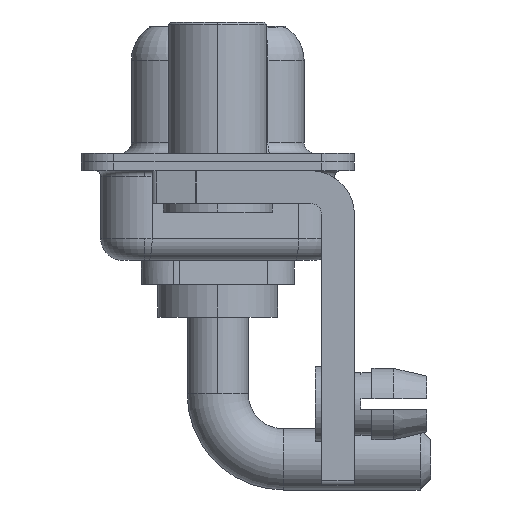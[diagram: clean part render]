
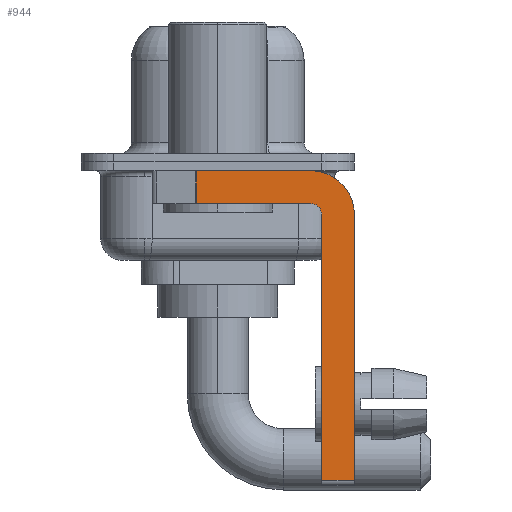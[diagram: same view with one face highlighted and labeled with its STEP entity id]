
A CAD part, left-side view. The second image highlights one B-rep face of the part: STEP entity #944.
In plain terms, the highlighted planar face has unit normal (-1, 0, 0).
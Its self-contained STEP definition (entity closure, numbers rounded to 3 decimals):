
#398 = CARTESIAN_POINT ( 'NONE',  ( -2.9, -4.25, -2.4 ) ) ;
#837 = VERTEX_POINT ( 'NONE', #11464 ) ;
#865 = CARTESIAN_POINT ( 'NONE',  ( -2.9, -4.25, -1.9 ) ) ;
#944 = ADVANCED_FACE ( 'NONE', ( #4245 ), #16836, .F. ) ;
#1725 = DIRECTION ( 'NONE',  ( 0., -1., 0. ) ) ;
#1895 = LINE ( 'NONE', #10996, #7420 ) ;
#2092 = CARTESIAN_POINT ( 'NONE',  ( -2.9, -6.25, -14.55 ) ) ;
#2526 = AXIS2_PLACEMENT_3D ( 'NONE', #398, #8462, #5590 ) ;
#2795 = DIRECTION ( 'NONE',  ( 1., 0., 0. ) ) ;
#2815 = VERTEX_POINT ( 'NONE', #3014 ) ;
#3014 = CARTESIAN_POINT ( 'NONE',  ( -2.9, -4.25, -0.4 ) ) ;
#3081 = DIRECTION ( 'NONE',  ( 1., 0., 0. ) ) ;
#3278 = ORIENTED_EDGE ( 'NONE', *, *, #8169, .F. ) ;
#3310 = EDGE_CURVE ( 'NONE', #837, #6091, #16099, .T. ) ;
#3387 = DIRECTION ( 'NONE',  ( 0., 0., -1. ) ) ;
#3450 = VERTEX_POINT ( 'NONE', #6146 ) ;
#3512 = VERTEX_POINT ( 'NONE', #865 ) ;
#3723 = DIRECTION ( 'NONE',  ( 0., 0., -1. ) ) ;
#3865 = VECTOR ( 'NONE', #3723, 1000. ) ;
#4245 = FACE_OUTER_BOUND ( 'NONE', #15194, .T. ) ;
#4547 = LINE ( 'NONE', #16035, #13303 ) ;
#4825 = DIRECTION ( 'NONE',  ( 0., 1., 0. ) ) ;
#4970 = VERTEX_POINT ( 'NONE', #15902 ) ;
#5285 = AXIS2_PLACEMENT_3D ( 'NONE', #6711, #2795, #13004 ) ;
#5529 = AXIS2_PLACEMENT_3D ( 'NONE', #9280, #3081, #8271 ) ;
#5548 = EDGE_CURVE ( 'NONE', #3450, #2815, #1895, .T. ) ;
#5590 = DIRECTION ( 'NONE',  ( 0., 0., 1. ) ) ;
#5727 = DIRECTION ( 'NONE',  ( 0., -1., 0. ) ) ;
#6018 = ORIENTED_EDGE ( 'NONE', *, *, #6874, .F. ) ;
#6091 = VERTEX_POINT ( 'NONE', #2092 ) ;
#6146 = CARTESIAN_POINT ( 'NONE',  ( -2.9, 0.978, -0.4 ) ) ;
#6262 = LINE ( 'NONE', #7626, #3865 ) ;
#6711 = CARTESIAN_POINT ( 'NONE',  ( -2.9, -4.25, -2.4 ) ) ;
#6874 = EDGE_CURVE ( 'NONE', #4970, #3512, #15582, .T. ) ;
#7073 = ORIENTED_EDGE ( 'NONE', *, *, #12374, .T. ) ;
#7210 = LINE ( 'NONE', #15383, #9599 ) ;
#7402 = EDGE_CURVE ( 'NONE', #3512, #14400, #13918, .T. ) ;
#7420 = VECTOR ( 'NONE', #5727, 1000. ) ;
#7557 = EDGE_CURVE ( 'NONE', #2815, #11107, #10135, .T. ) ;
#7626 = CARTESIAN_POINT ( 'NONE',  ( -2.9, 0.978, -1.9 ) ) ;
#8169 = EDGE_CURVE ( 'NONE', #11107, #6091, #7210, .T. ) ;
#8271 = DIRECTION ( 'NONE',  ( 0., 0., -1. ) ) ;
#8462 = DIRECTION ( 'NONE',  ( -1., 0., 0. ) ) ;
#8655 = ORIENTED_EDGE ( 'NONE', *, *, #10019, .F. ) ;
#9088 = VECTOR ( 'NONE', #1725, 1000. ) ;
#9280 = CARTESIAN_POINT ( 'NONE',  ( -2.9, -4.25, -2.4 ) ) ;
#9599 = VECTOR ( 'NONE', #3387, 1000. ) ;
#9954 = CARTESIAN_POINT ( 'NONE',  ( -2.9, -6.25, -2.4 ) ) ;
#10019 = EDGE_CURVE ( 'NONE', #837, #4970, #4547, .T. ) ;
#10135 = CIRCLE ( 'NONE', #5529, 2. ) ;
#10873 = CARTESIAN_POINT ( 'NONE',  ( -2.9, 0.978, -1.9 ) ) ;
#10996 = CARTESIAN_POINT ( 'NONE',  ( -2.9, 3., -0.4 ) ) ;
#11107 = VERTEX_POINT ( 'NONE', #9954 ) ;
#11464 = CARTESIAN_POINT ( 'NONE',  ( -2.9, -4.75, -14.55 ) ) ;
#11638 = ORIENTED_EDGE ( 'NONE', *, *, #7557, .F. ) ;
#12043 = VECTOR ( 'NONE', #4825, 1000. ) ;
#12374 = EDGE_CURVE ( 'NONE', #3450, #14400, #6262, .T. ) ;
#12425 = ORIENTED_EDGE ( 'NONE', *, *, #5548, .F. ) ;
#13000 = ORIENTED_EDGE ( 'NONE', *, *, #3310, .T. ) ;
#13004 = DIRECTION ( 'NONE',  ( 0., 0., -1. ) ) ;
#13303 = VECTOR ( 'NONE', #14677, 1000. ) ;
#13918 = LINE ( 'NONE', #16492, #12043 ) ;
#14330 = ORIENTED_EDGE ( 'NONE', *, *, #7402, .F. ) ;
#14400 = VERTEX_POINT ( 'NONE', #10873 ) ;
#14653 = CARTESIAN_POINT ( 'NONE',  ( -2.9, -4.25, -14.55 ) ) ;
#14677 = DIRECTION ( 'NONE',  ( 0., 0., 1. ) ) ;
#15194 = EDGE_LOOP ( 'NONE', ( #12425, #7073, #14330, #6018, #8655, #13000, #3278, #11638 ) ) ;
#15383 = CARTESIAN_POINT ( 'NONE',  ( -2.9, -6.25, -2.4 ) ) ;
#15582 = CIRCLE ( 'NONE', #2526, 0.5 ) ;
#15902 = CARTESIAN_POINT ( 'NONE',  ( -2.9, -4.75, -2.4 ) ) ;
#16035 = CARTESIAN_POINT ( 'NONE',  ( -2.9, -4.75, -14.8 ) ) ;
#16099 = LINE ( 'NONE', #14653, #9088 ) ;
#16492 = CARTESIAN_POINT ( 'NONE',  ( -2.9, -4.25, -1.9 ) ) ;
#16836 = PLANE ( 'NONE',  #5285 ) ;
